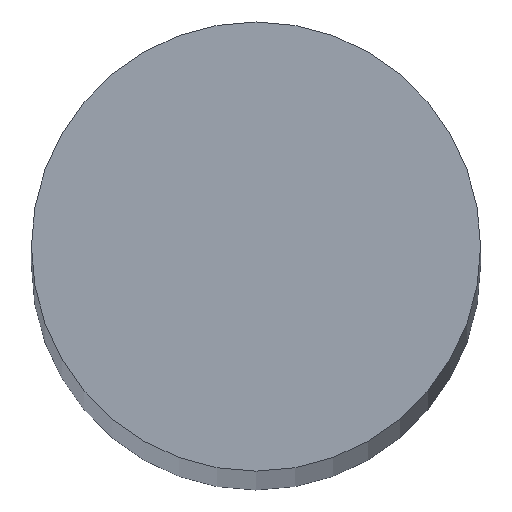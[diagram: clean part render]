
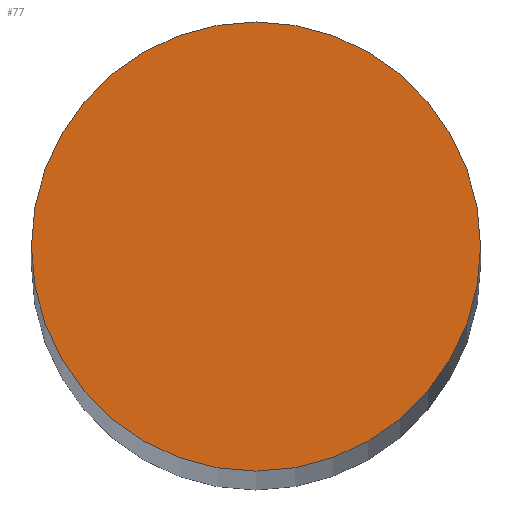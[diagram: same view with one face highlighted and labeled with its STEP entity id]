
A CAD part, top view. The second image highlights one B-rep face of the part: STEP entity #77.
In plain terms, the highlighted planar face has unit normal (0, 0, 1).
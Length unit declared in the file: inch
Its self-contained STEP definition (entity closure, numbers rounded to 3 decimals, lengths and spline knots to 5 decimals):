
#3 = DIRECTION ( 'NONE',  ( 0., 0., 1. ) ) ;
#6 = DIRECTION ( 'NONE',  ( 1., 0., 0. ) ) ;
#10 = EDGE_LOOP ( 'NONE', ( #107, #96 ) ) ;
#25 = VERTEX_POINT ( 'NONE', #64 ) ;
#26 = FACE_OUTER_BOUND ( 'NONE', #10, .T. ) ;
#31 = CIRCLE ( 'NONE', #60, 0.24975 ) ;
#41 = CARTESIAN_POINT ( 'NONE',  ( 0., 0., 6. ) ) ;
#47 = AXIS2_PLACEMENT_3D ( 'NONE', #61, #3, #80 ) ;
#49 = PLANE ( 'NONE',  #47 ) ;
#51 = DIRECTION ( 'NONE',  ( 1., 0., 0. ) ) ;
#53 = AXIS2_PLACEMENT_3D ( 'NONE', #41, #115, #51 ) ;
#60 = AXIS2_PLACEMENT_3D ( 'NONE', #144, #72, #6 ) ;
#61 = CARTESIAN_POINT ( 'NONE',  ( 0., 0., 6. ) ) ;
#64 = CARTESIAN_POINT ( 'NONE',  ( -0.24975, 0., 6. ) ) ;
#72 = DIRECTION ( 'NONE',  ( 0., 0., 1. ) ) ;
#76 = VERTEX_POINT ( 'NONE', #114 ) ;
#77 = ADVANCED_FACE ( 'NONE', ( #26 ), #49, .T. ) ;
#80 = DIRECTION ( 'NONE',  ( 1., 0., 0. ) ) ;
#96 = ORIENTED_EDGE ( 'NONE', *, *, #106, .T. ) ;
#106 = EDGE_CURVE ( 'NONE', #76, #25, #111, .T. ) ;
#107 = ORIENTED_EDGE ( 'NONE', *, *, #112, .T. ) ;
#111 = CIRCLE ( 'NONE', #53, 0.24975 ) ;
#112 = EDGE_CURVE ( 'NONE', #25, #76, #31, .T. ) ;
#114 = CARTESIAN_POINT ( 'NONE',  ( 0.24975, 0., 6. ) ) ;
#115 = DIRECTION ( 'NONE',  ( 0., 0., 1. ) ) ;
#144 = CARTESIAN_POINT ( 'NONE',  ( 0., 0., 6. ) ) ;
